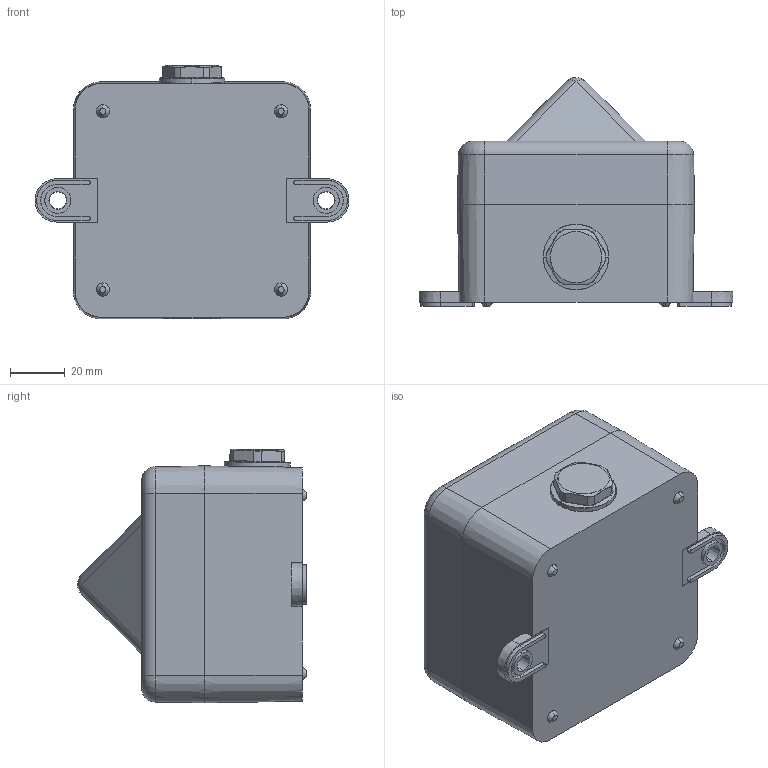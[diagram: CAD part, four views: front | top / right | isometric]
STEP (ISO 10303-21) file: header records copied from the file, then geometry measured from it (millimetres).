
FILE_DESCRIPTION (( 'STEP AP214' ), '1' );
FILE_NAME ('SK0263-A100-3D_Issue_A.STEP', '2017-05-25T11:28:18', ( '' ), ( '' ), 'SwSTEP 2.0', 'SolidWorks 2017', '' );
FILE_SCHEMA (( 'AUTOMOTIVE_DESIGN' ));
Length unit declared in the file: millimetre
Products named in the file (7): A100 BackBox Outline_A100 UL; L101 Lens; Fibre washer; A100 Lug; SCSSPL6x35; M20 Stopping Plug; SK0263-A100-3D_Issue_A
Assembly tree (9 placements, depth 2):
  SK0263-A100-3D_Issue_A
    M20 Stopping Plug
    SCSSPL6x35  x2
    A100 Lug  x2
    Fibre washer  x2
    L101 Lens
    A100 BackBox Outline_A100 UL
Bounding box: 114.46 x 83.43 x 92.53 mm (x, y, z)
Volume: 291653.7 mm3; surface area: 66698.3 mm2
Topology: 9 solids, 9 shells, 514 faces, 1448 edges, 970 vertices
Faces by surface type: plane 182, cylinder 161, cone 92, bspline 39, torus 36, sphere 4
Entity records: 24333 total; most frequent: CARTESIAN_POINT 13965, ORIENTED_EDGE 2314, DIRECTION 1868, EDGE_CURVE 1157, VERTEX_POINT 791, AXIS2_PLACEMENT_3D 724, EDGE_LOOP 442, VECTOR 420
